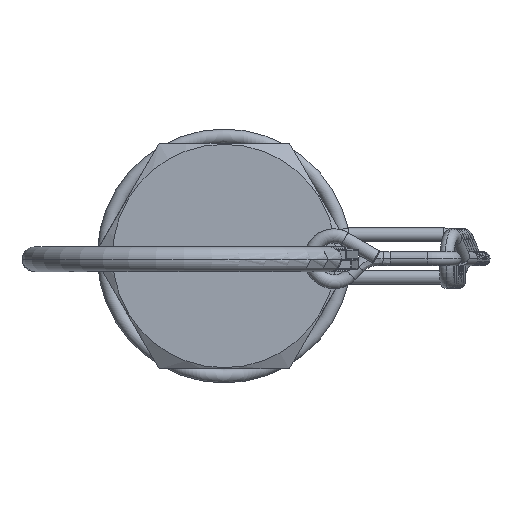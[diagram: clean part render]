
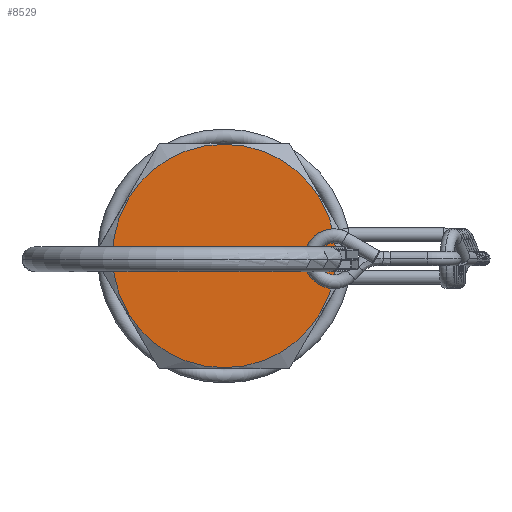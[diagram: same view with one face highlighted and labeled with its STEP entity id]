
A CAD part, left-side view. The second image highlights one B-rep face of the part: STEP entity #8529.
In plain terms, the highlighted planar face has unit normal (-1, 0, 0).
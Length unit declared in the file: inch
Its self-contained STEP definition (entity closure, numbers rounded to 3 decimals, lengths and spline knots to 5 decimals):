
#205 = DIRECTION ( 'NONE',  ( 0., -1., 0. ) ) ;
#238 = PLANE ( 'NONE',  #3809 ) ;
#626 = DIRECTION ( 'NONE',  ( 1., 0., 0. ) ) ;
#794 = AXIS2_PLACEMENT_3D ( 'NONE', #7727, #8315, #4272 ) ;
#987 = VERTEX_POINT ( 'NONE', #8310 ) ;
#1647 = FACE_OUTER_BOUND ( 'NONE', #2250, .T. ) ;
#1880 = CARTESIAN_POINT ( 'NONE',  ( -0.54, 0., 0. ) ) ;
#2250 = EDGE_LOOP ( 'NONE', ( #7780, #5053 ) ) ;
#2559 = DIRECTION ( 'NONE',  ( 0., 1., 0. ) ) ;
#3169 = VERTEX_POINT ( 'NONE', #7072 ) ;
#3809 = AXIS2_PLACEMENT_3D ( 'NONE', #4876, #5001, #205 ) ;
#4272 = DIRECTION ( 'NONE',  ( 0., 1., 0. ) ) ;
#4876 = CARTESIAN_POINT ( 'NONE',  ( -0.54, 0., 0. ) ) ;
#5001 = DIRECTION ( 'NONE',  ( -1., 0., 0. ) ) ;
#5053 = ORIENTED_EDGE ( 'NONE', *, *, #6560, .F. ) ;
#5671 = AXIS2_PLACEMENT_3D ( 'NONE', #1880, #626, #2559 ) ;
#6560 = EDGE_CURVE ( 'NONE', #987, #3169, #7020, .T. ) ;
#7020 = CIRCLE ( 'NONE', #5671, 0.495 ) ;
#7072 = CARTESIAN_POINT ( 'NONE',  ( -0.54, 0.495, 0. ) ) ;
#7647 = EDGE_CURVE ( 'NONE', #3169, #987, #7846, .T. ) ;
#7727 = CARTESIAN_POINT ( 'NONE',  ( -0.54, 0., 0. ) ) ;
#7780 = ORIENTED_EDGE ( 'NONE', *, *, #7647, .F. ) ;
#7846 = CIRCLE ( 'NONE', #794, 0.495 ) ;
#8310 = CARTESIAN_POINT ( 'NONE',  ( -0.54, -0.495, 0. ) ) ;
#8315 = DIRECTION ( 'NONE',  ( 1., 0., 0. ) ) ;
#8529 = ADVANCED_FACE ( 'NONE', ( #1647 ), #238, .T. ) ;
